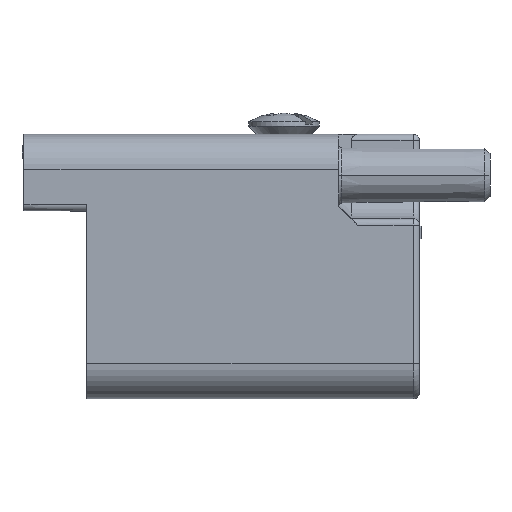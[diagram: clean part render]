
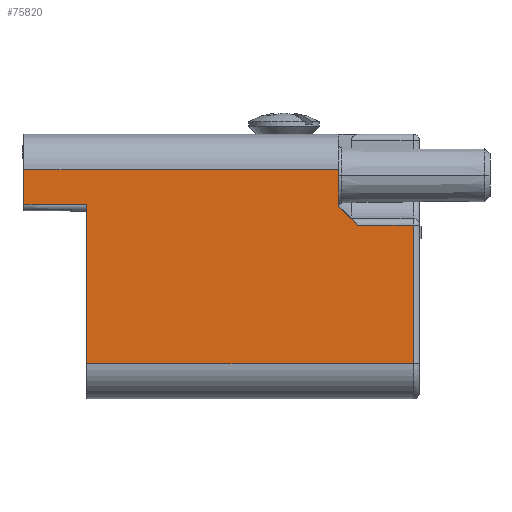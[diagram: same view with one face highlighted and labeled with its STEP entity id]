
A CAD part, left-side view. The second image highlights one B-rep face of the part: STEP entity #75820.
In plain terms, the highlighted face is planar.
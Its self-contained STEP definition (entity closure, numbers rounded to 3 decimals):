
#9070=CARTESIAN_POINT('',(10.5,-5.6,
-3.3));
#9080=VERTEX_POINT('',#9070);
#9110=CARTESIAN_POINT('',(10.5,-5.586,
-3.3));
#9120=DIRECTION('',(0.,1.,0.));
#9130=VECTOR('',#9120,1.);
#9140=LINE('',#9110,#9130);
#9150=CARTESIAN_POINT('',(10.5,-1.2,
-3.3));
#9160=VERTEX_POINT('',#9150);
#9170=EDGE_CURVE('',#9080,#9160,#9140,.T.);
#18570=CARTESIAN_POINT('',(10.5,-5.6,
7.7));
#18580=VERTEX_POINT('',#18570);
#24570=CARTESIAN_POINT('',(10.5,25.3,
-7.7));
#24580=VERTEX_POINT('',#24570);
#24610=CARTESIAN_POINT('',(10.5,25.3,0.));
#24620=DIRECTION('',(0.,0.,-1.));
#24630=VECTOR('',#24620,1.);
#24640=LINE('',#24610,#24630);
#24650=CARTESIAN_POINT('',(10.5,25.3,
-4.95));
#24660=VERTEX_POINT('',#24650);
#24670=EDGE_CURVE('',#24660,#24580,#24640,.T.);
#30520=CARTESIAN_POINT('',(10.5,0.,-4.729));
#30530=DIRECTION('',(0.,1.,-0.009));
#30540=VECTOR('',#30530,1.);
#30550=LINE('',#30520,#30540);
#30560=CARTESIAN_POINT('',(10.5,20.3,
-4.906));
#30570=VERTEX_POINT('',#30560);
#30580=EDGE_CURVE('',#30570,#24660,#30550,.T.);
#50030=CARTESIAN_POINT('',(10.5,20.3,0.));
#50040=DIRECTION('',(0.,0.,-1.));
#50050=VECTOR('',#50040,1.);
#50060=LINE('',#50030,#50050);
#50070=CARTESIAN_POINT('',(10.5,20.3,
7.7));
#50080=VERTEX_POINT('',#50070);
#50090=EDGE_CURVE('',#50080,#30570,#50060,.T.);
#75370=CARTESIAN_POINT('',(10.5,35.55,
7.8));
#75380=DIRECTION('',(-1.,0.,0.));
#75390=DIRECTION('',(0.,-1.,0.));
#75400=AXIS2_PLACEMENT_3D('',#75370,#75380,#75390);
#75410=PLANE('',#75400);
#75420=CARTESIAN_POINT('',(10.5,-5.6,0.));
#75430=DIRECTION('',(0.,0.,-1.));
#75440=VECTOR('',#75430,1.);
#75450=LINE('',#75420,#75440);
#75460=EDGE_CURVE('',#18580,#9080,#75450,.T.);
#75470=ORIENTED_EDGE('',*,*,#75460,.T.);
#75480=CARTESIAN_POINT('',(10.5,-6.05,
7.7));
#75490=DIRECTION('',(0.,1.,0.));
#75500=VECTOR('',#75490,1.);
#75510=LINE('',#75480,#75500);
#75520=EDGE_CURVE('',#18580,#50080,#75510,.T.);
#75530=ORIENTED_EDGE('',*,*,#75520,.F.);
#75540=ORIENTED_EDGE('',*,*,#50090,.F.);
#75550=ORIENTED_EDGE('',*,*,#30580,.F.);
#75560=ORIENTED_EDGE('',*,*,#24670,.F.);
#75570=CARTESIAN_POINT('',(10.5,20.3,
-7.7));
#75580=DIRECTION('',(0.,1.,0.));
#75590=VECTOR('',#75580,1.);
#75600=LINE('',#75570,#75590);
#75610=CARTESIAN_POINT('',(10.5,0.3,
-7.7));
#75620=VERTEX_POINT('',#75610);
#75630=EDGE_CURVE('',#75620,#24580,#75600,.T.);
#75640=ORIENTED_EDGE('',*,*,#75630,.T.);
#75650=CARTESIAN_POINT('',(10.5,0.3,0.));
#75660=DIRECTION('',(0.,0.,1.));
#75670=VECTOR('',#75660,1.);
#75680=LINE('',#75650,#75670);
#75690=CARTESIAN_POINT('',(10.5,0.3,
-4.8));
#75700=VERTEX_POINT('',#75690);
#75710=EDGE_CURVE('',#75620,#75700,#75680,.T.);
#75720=ORIENTED_EDGE('',*,*,#75710,.F.);
#75730=CARTESIAN_POINT('',(10.5,-4.5,0.));
#75740=DIRECTION('',(0.,0.707,
-0.707));
#75750=VECTOR('',#75740,1.);
#75760=LINE('',#75730,#75750);
#75770=EDGE_CURVE('',#9160,#75700,#75760,.T.);
#75780=ORIENTED_EDGE('',*,*,#75770,.T.);
#75790=ORIENTED_EDGE('',*,*,#9170,.T.);
#75800=EDGE_LOOP('',(#75790,#75780,#75720,#75640,#75560,#75550,#75540,
#75530,#75470));
#75810=FACE_OUTER_BOUND('',#75800,.T.);
#75820=ADVANCED_FACE('',(#75810),#75410,.F.);
